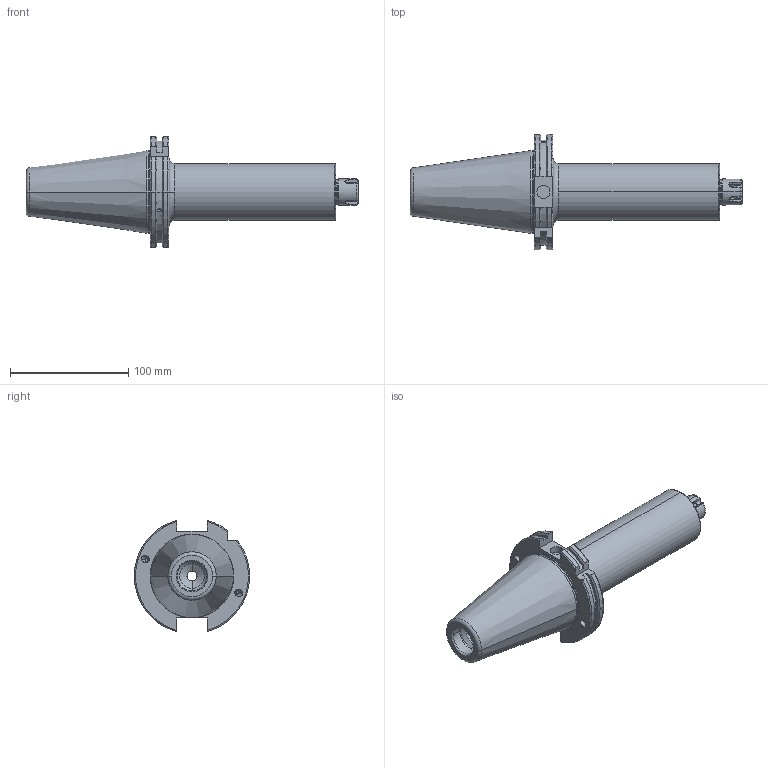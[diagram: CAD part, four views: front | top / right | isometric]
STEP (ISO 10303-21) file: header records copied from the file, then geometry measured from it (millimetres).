
FILE_DESCRIPTION (( 'STEP AP214' ), '1' );
FILE_NAME ('91506-AS322 160.STEP', '2019-04-04T10:17:48', ( '' ), ( '' ), 'SwSTEP 2.0', 'SolidWorks 2018', '' );
FILE_SCHEMA (( 'AUTOMOTIVE_DESIGN' ));
Length unit declared in the file: millimetre
Products named in the file (1): 91506-AS322 160
Bounding box: 280.75 x 97.5 x 94.05 mm (x, y, z)
Volume: 585294.2 mm3; surface area: 70818.2 mm2
Topology: 1 solids, 1 shells, 177 faces, 473 edges, 292 vertices
Faces by surface type: cylinder 69, cone 40, plane 33, torus 27, sphere 8
Entity records: 8029 total; most frequent: CARTESIAN_POINT 2197, ORIENTED_EDGE 938, DIRECTION 912, EDGE_CURVE 469, AXIS2_PLACEMENT_3D 369, VERTEX_POINT 292, EDGE_LOOP 193, CIRCLE 191
